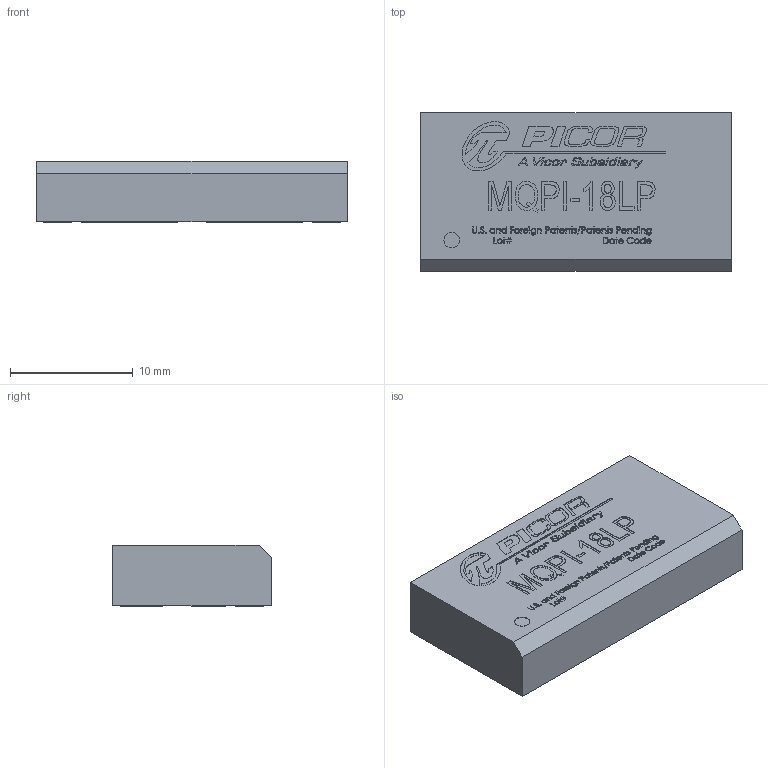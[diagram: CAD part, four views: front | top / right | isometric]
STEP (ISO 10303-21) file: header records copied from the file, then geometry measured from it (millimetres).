
FILE_DESCRIPTION (( 'STEP AP214' ), '1' );
FILE_NAME ('MQPI-18LP.STEP', '2014-12-16T11:22:36', ( 'VicorUser' ), ( 'Microsoft' ), 'SwSTEP 2.0', 'SolidWorks 2012', '' );
FILE_SCHEMA (( 'AUTOMOTIVE_DESIGN' ));
Length unit declared in the file: millimetre
Products named in the file (1): MQPI-18LP
Bounding box: 25.3 x 12.9 x 4.98 mm (x, y, z)
Volume: 1597.6 mm3; surface area: 1036.5 mm2
Topology: 1 solids, 1 shells, 1459 faces, 3924 edges, 2616 vertices
Faces by surface type: plane 827, bspline 630, cylinder 2
Entity records: 88265 total; most frequent: CARTESIAN_POINT 39910, ORIENTED_EDGE 7848, DIRECTION 4328, EDGE_CURVE 3924, LINE 2660, VECTOR 2660, VERTEX_POINT 2616, EDGE_LOOP 1608
